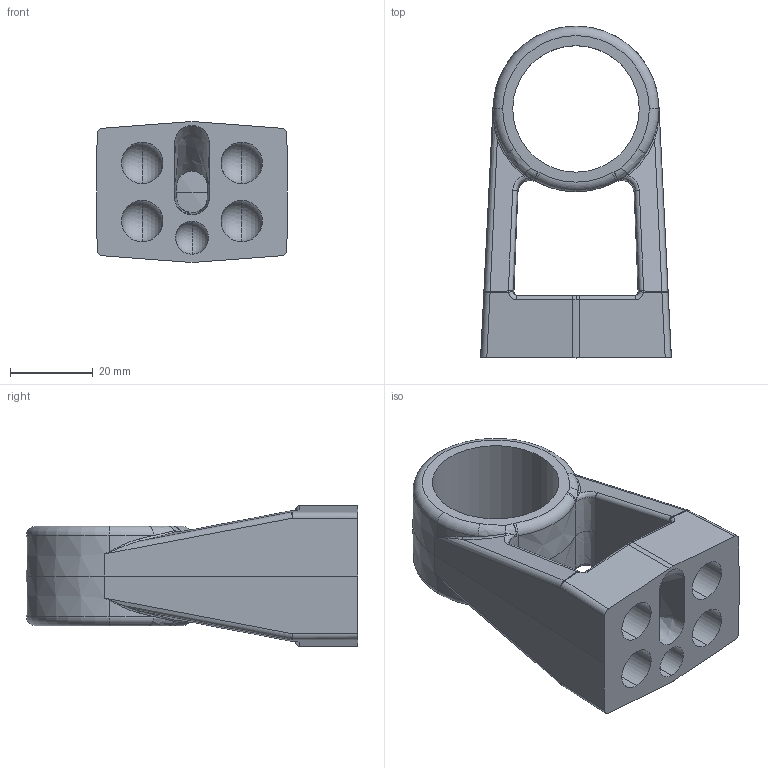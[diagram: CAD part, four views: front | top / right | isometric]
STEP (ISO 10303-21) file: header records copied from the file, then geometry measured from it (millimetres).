
FILE_DESCRIPTION (( 'STEP AP214' ), '1' );
FILE_NAME ('03074-Middle Bracket for Handrail 30mm.STEP', '2018-08-20T02:29:38', ( '' ), ( '' ), 'SwSTEP 2.0', 'SolidWorks 2018', '' );
FILE_SCHEMA (( 'AUTOMOTIVE_DESIGN' ));
Length unit declared in the file: millimetre
Products named in the file (1): 03074-Middle Bracket for Handrail 30mm
Bounding box: 46 x 80 x 33.94 mm (x, y, z)
Volume: 40469.4 mm3; surface area: 16511.4 mm2
Topology: 1 solids, 1 shells, 406 faces, 1066 edges, 673 vertices
Faces by surface type: plane 176, bspline 154, cylinder 43, sphere 14, torus 11, cone 8
Entity records: 18922 total; most frequent: CARTESIAN_POINT 10133, ORIENTED_EDGE 2076, DIRECTION 1359, EDGE_CURVE 1038, VERTEX_POINT 663, VECTOR 583, LINE 583, EDGE_LOOP 441
